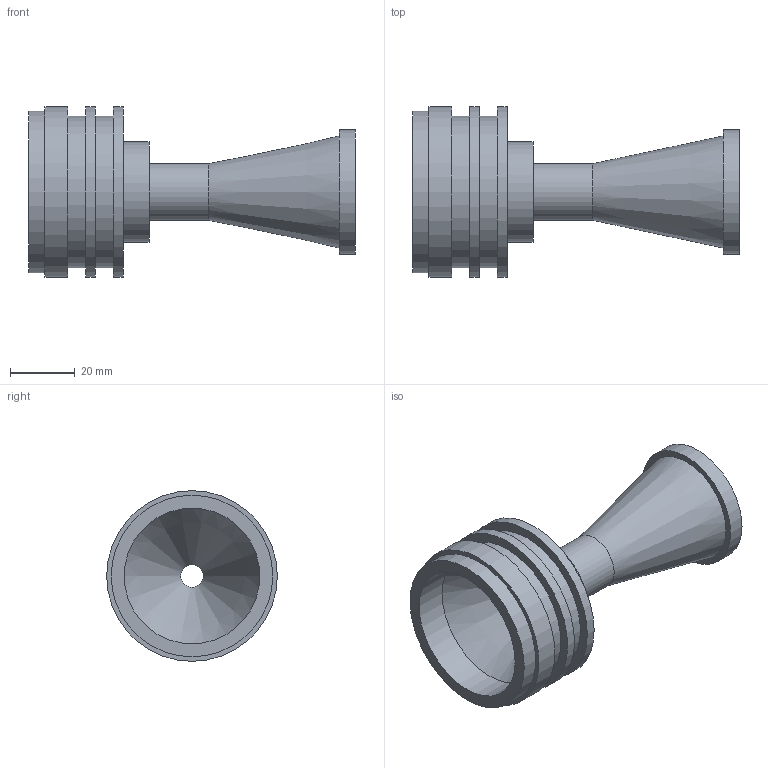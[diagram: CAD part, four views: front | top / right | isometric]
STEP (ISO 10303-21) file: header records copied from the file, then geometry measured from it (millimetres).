
FILE_DESCRIPTION(/* description */ (''),/* implementation_level */ '2;1');
FILE_NAME(/* name */ 'Tuyère inox.step',/* time_stamp */ '2021-05-06T19:35:39+01:00',/* author */ (''),/* organization */ (''),/* preprocessor_version */ 'ST-DEVELOPER v18.1',/* originating_system */ 'Autodesk Translation Framework v10.6.0.1341',/* authorisation */ '');
FILE_SCHEMA (('AUTOMOTIVE_DESIGN { 1 0 10303 214 3 1 1 }'));
Length unit declared in the file: millimetre
Products named in the file (2): (Non enregistré); Composant12
Assembly tree (1 placements, depth 2):
  (Non enregistré)
    Composant12
Bounding box: 101 x 52.8 x 52.8 mm (x, y, z)
Volume: 47936.4 mm3; surface area: 23138.8 mm2
Topology: 1 solids, 1 shells, 24 faces, 38 edges, 24 vertices
Faces by surface type: cylinder 11, plane 10, cone 3
Full cylindrical faces by diameter (mm): 6.957 x1, 17.472 x1, 31 x1, 38.607 x1, 42 x1, 46.8 x2, 50 x1, 52.8 x3
Entity records: 618 total; most frequent: DIRECTION 116, CARTESIAN_POINT 89, ORIENTED_EDGE 76, AXIS2_PLACEMENT_3D 51, EDGE_CURVE 38, EDGE_LOOP 34, FACE_OUTER_BOUND 24, CIRCLE 24
